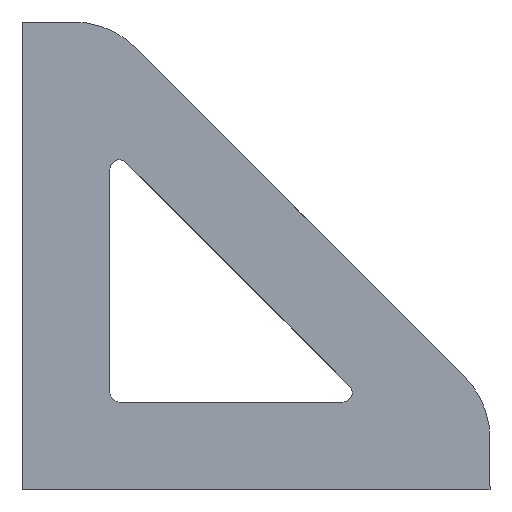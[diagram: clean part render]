
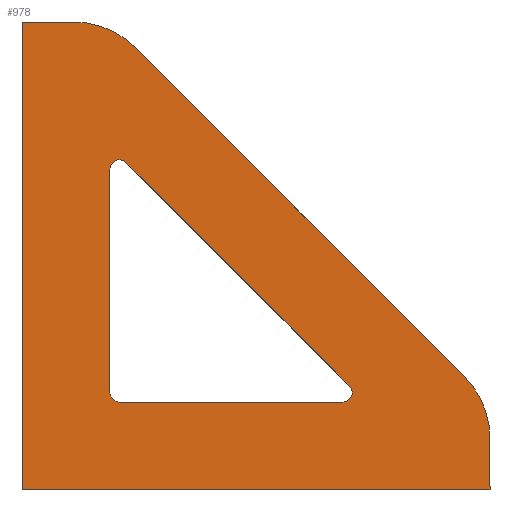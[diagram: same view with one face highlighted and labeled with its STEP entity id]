
A CAD part, left-side view. The second image highlights one B-rep face of the part: STEP entity #978.
In plain terms, the highlighted planar face has unit normal (-1, 0, 0).
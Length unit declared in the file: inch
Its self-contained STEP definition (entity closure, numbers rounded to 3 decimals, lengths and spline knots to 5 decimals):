
#434=CARTESIAN_POINT('',(-0.4375,-0.208,0.188));
#435=VERTEX_POINT('',#434);
#442=CARTESIAN_POINT('',(-0.4375,-0.68584,0.188));
#443=VERTEX_POINT('',#442);
#444=CARTESIAN_POINT('',(-0.4375,-0.208,0.188));
#445=DIRECTION('',(0.0,-1.0,0.0));
#446=VECTOR('',#445,0.47784);
#447=LINE('',#444,#446);
#448=EDGE_CURVE('',#435,#443,#447,.T.);
#602=CARTESIAN_POINT('',(-0.4375,0.,1.0));
#603=VERTEX_POINT('',#602);
#610=CARTESIAN_POINT('',(-0.4375,-0.11013,1.0));
#611=VERTEX_POINT('',#610);
#612=CARTESIAN_POINT('',(-0.4375,0.,1.0));
#613=DIRECTION('',(0.0,-1.0,0.0));
#614=VECTOR('',#613,0.11013);
#615=LINE('',#612,#614);
#616=EDGE_CURVE('',#603,#611,#615,.T.);
#640=CARTESIAN_POINT('',(-0.4375,0.,0.));
#641=VERTEX_POINT('',#640);
#648=CARTESIAN_POINT('',(-0.4375,0.,0.));
#649=DIRECTION('',(0.0,0.0,1.0));
#650=VECTOR('',#649,1.0);
#651=LINE('',#648,#650);
#652=EDGE_CURVE('',#641,#603,#651,.T.);
#675=CARTESIAN_POINT('',(-0.4375,-1.0,0.0));
#676=VERTEX_POINT('',#675);
#683=CARTESIAN_POINT('',(-0.4375,-1.0,0.));
#684=DIRECTION('',(0.0,1.0,0.0));
#685=VECTOR('',#684,1.0);
#686=LINE('',#683,#685);
#687=EDGE_CURVE('',#676,#641,#686,.T.);
#710=CARTESIAN_POINT('',(-0.4375,-1.,0.11013));
#711=VERTEX_POINT('',#710);
#718=CARTESIAN_POINT('',(-0.4375,-1.0,0.11013));
#719=DIRECTION('',(0.0,0.0,-1.0));
#720=VECTOR('',#719,0.11013);
#721=LINE('',#718,#720);
#722=EDGE_CURVE('',#711,#676,#721,.T.);
#742=CARTESIAN_POINT('',(-0.4375,-0.94494,0.24306));
#743=VERTEX_POINT('',#742);
#750=CARTESIAN_POINT('',(-0.4375,-0.812,0.11013));
#751=DIRECTION('',(1.0,0.0,0.0));
#752=DIRECTION('',(0.0,0.0,1.0));
#753=AXIS2_PLACEMENT_3D('',#750,#751,#752);
#754=CIRCLE('',#753,0.188);
#755=EDGE_CURVE('',#743,#711,#754,.T.);
#774=CARTESIAN_POINT('',(-0.4375,-0.24306,0.94494));
#775=VERTEX_POINT('',#774);
#782=CARTESIAN_POINT('',(-0.4375,-0.24306,0.94494));
#783=DIRECTION('',(0.,-0.707,-0.707));
#784=VECTOR('',#783,0.9926);
#785=LINE('',#782,#784);
#786=EDGE_CURVE('',#775,#743,#785,.T.);
#809=CARTESIAN_POINT('',(-0.4375,-0.11013,0.812));
#810=DIRECTION('',(1.0,0.0,0.0));
#811=DIRECTION('',(0.0,0.0,1.0));
#812=AXIS2_PLACEMENT_3D('',#809,#810,#811);
#813=CIRCLE('',#812,0.188);
#814=EDGE_CURVE('',#611,#775,#813,.T.);
#826=CARTESIAN_POINT('',(-0.4375,-0.69999,0.22214));
#827=VERTEX_POINT('',#826);
#834=CARTESIAN_POINT('',(-0.4375,-0.22214,0.69999));
#835=VERTEX_POINT('',#834);
#836=CARTESIAN_POINT('',(-0.4375,-0.69999,0.22214));
#837=DIRECTION('',(0.,0.707,0.707));
#838=VECTOR('',#837,0.67577);
#839=LINE('',#836,#838);
#840=EDGE_CURVE('',#827,#835,#839,.T.);
#859=CARTESIAN_POINT('',(-0.4375,-0.68584,0.208));
#860=DIRECTION('',(-1.0,0.0,0.0));
#861=DIRECTION('',(0.0,0.0,1.0));
#862=AXIS2_PLACEMENT_3D('',#859,#860,#861);
#863=CIRCLE('',#862,0.02);
#864=EDGE_CURVE('',#443,#827,#863,.T.);
#884=CARTESIAN_POINT('',(-0.4375,-0.188,0.208));
#885=VERTEX_POINT('',#884);
#892=CARTESIAN_POINT('',(-0.4375,-0.208,0.208));
#893=DIRECTION('',(-1.0,0.0,0.0));
#894=DIRECTION('',(0.0,0.0,1.0));
#895=AXIS2_PLACEMENT_3D('',#892,#893,#894);
#896=CIRCLE('',#895,0.02);
#897=EDGE_CURVE('',#885,#435,#896,.T.);
#908=CARTESIAN_POINT('',(-0.4375,-0.188,0.68584));
#909=VERTEX_POINT('',#908);
#916=CARTESIAN_POINT('',(-0.4375,-0.188,0.68584));
#917=DIRECTION('',(0.0,0.0,-1.0));
#918=VECTOR('',#917,0.47784);
#919=LINE('',#916,#918);
#920=EDGE_CURVE('',#909,#885,#919,.T.);
#945=CARTESIAN_POINT('',(-0.4375,-0.208,0.68584));
#946=DIRECTION('',(-1.0,0.0,0.0));
#947=DIRECTION('',(0.0,0.0,1.0));
#948=AXIS2_PLACEMENT_3D('',#945,#946,#947);
#949=CIRCLE('',#948,0.02);
#950=EDGE_CURVE('',#835,#909,#949,.T.);
#956=CARTESIAN_POINT('',(-0.4375,-0.43091,0.43091));
#957=DIRECTION('',(1.0,0.0,0.0));
#958=DIRECTION('',(0.0,1.0,0.0));
#959=AXIS2_PLACEMENT_3D('',#956,#957,#958);
#960=PLANE('',#959);
#961=ORIENTED_EDGE('',*,*,#814,.F.);
#962=ORIENTED_EDGE('',*,*,#616,.F.);
#963=ORIENTED_EDGE('',*,*,#652,.F.);
#964=ORIENTED_EDGE('',*,*,#687,.F.);
#965=ORIENTED_EDGE('',*,*,#722,.F.);
#966=ORIENTED_EDGE('',*,*,#755,.F.);
#967=ORIENTED_EDGE('',*,*,#786,.F.);
#968=EDGE_LOOP('',(#961,#962,#963,#964,#965,#966,#967));
#969=FACE_OUTER_BOUND('',#968,.T.);
#970=ORIENTED_EDGE('',*,*,#950,.F.);
#971=ORIENTED_EDGE('',*,*,#840,.F.);
#972=ORIENTED_EDGE('',*,*,#864,.F.);
#973=ORIENTED_EDGE('',*,*,#448,.F.);
#974=ORIENTED_EDGE('',*,*,#897,.F.);
#975=ORIENTED_EDGE('',*,*,#920,.F.);
#976=EDGE_LOOP('',(#970,#971,#972,#973,#974,#975));
#977=FACE_BOUND('',#976,.T.);
#978=ADVANCED_FACE('',(#969,#977),#960,.F.);
